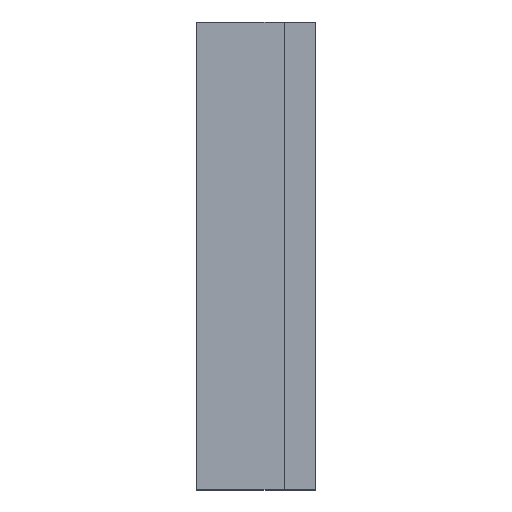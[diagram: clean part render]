
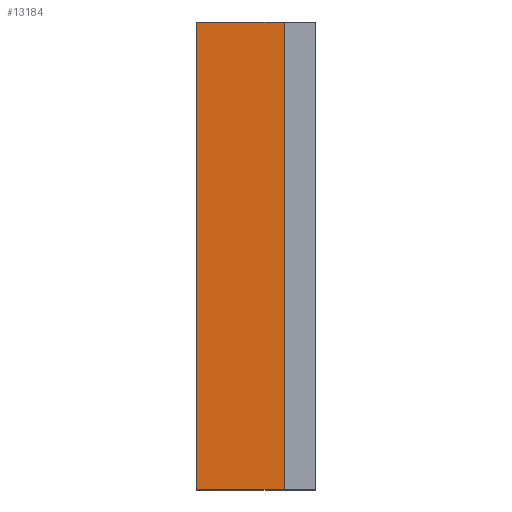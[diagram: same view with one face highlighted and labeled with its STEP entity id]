
A CAD part, left-side view. The second image highlights one B-rep face of the part: STEP entity #13184.
In plain terms, the highlighted planar face has unit normal (-1, 0, 0).
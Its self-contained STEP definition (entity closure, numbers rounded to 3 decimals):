
#130 = CARTESIAN_POINT ( 'NONE',  ( -2.25, 0.3, 2.25 ) ) ;
#5924 = EDGE_CURVE ( 'NONE', #20363, #18590, #19930, .T. ) ;
#6361 = VECTOR ( 'NONE', #12684, 1000. ) ;
#7518 = VERTEX_POINT ( 'NONE', #130 ) ;
#7578 = CARTESIAN_POINT ( 'NONE',  ( -2.25, 1.14, 2.25 ) ) ;
#7706 = VECTOR ( 'NONE', #32593, 1000. ) ;
#7859 = DIRECTION ( 'NONE',  ( 0., 0., 1. ) ) ;
#9968 = DIRECTION ( 'NONE',  ( 0., -1., 0. ) ) ;
#11433 = DIRECTION ( 'NONE',  ( 1., 0., 0. ) ) ;
#12684 = DIRECTION ( 'NONE',  ( 0., -1., 0. ) ) ;
#12794 = CARTESIAN_POINT ( 'NONE',  ( -2.25, 0.3, 2.25 ) ) ;
#13184 = ADVANCED_FACE ( 'NONE', ( #13809 ), #31749, .F. ) ;
#13809 = FACE_OUTER_BOUND ( 'NONE', #27085, .T. ) ;
#14647 = CARTESIAN_POINT ( 'NONE',  ( -2.25, 1.14, 2.25 ) ) ;
#14881 = LINE ( 'NONE', #15217, #6361 ) ;
#15047 = LINE ( 'NONE', #7578, #20622 ) ;
#15217 = CARTESIAN_POINT ( 'NONE',  ( -2.25, 1.14, -2.25 ) ) ;
#15615 = ORIENTED_EDGE ( 'NONE', *, *, #5924, .F. ) ;
#17671 = VECTOR ( 'NONE', #7859, 1000. ) ;
#18590 = VERTEX_POINT ( 'NONE', #26255 ) ;
#18899 = CARTESIAN_POINT ( 'NONE',  ( -2.25, 1.14, 2.25 ) ) ;
#19930 = LINE ( 'NONE', #14647, #7706 ) ;
#20363 = VERTEX_POINT ( 'NONE', #26013 ) ;
#20622 = VECTOR ( 'NONE', #9968, 1000. ) ;
#21764 = DIRECTION ( 'NONE',  ( 0., 0., -1. ) ) ;
#23247 = VERTEX_POINT ( 'NONE', #29835 ) ;
#23304 = ORIENTED_EDGE ( 'NONE', *, *, #33305, .T. ) ;
#25658 = LINE ( 'NONE', #12794, #17671 ) ;
#26013 = CARTESIAN_POINT ( 'NONE',  ( -2.25, 1.14, -2.25 ) ) ;
#26255 = CARTESIAN_POINT ( 'NONE',  ( -2.25, 1.14, 2.25 ) ) ;
#27085 = EDGE_LOOP ( 'NONE', ( #23304, #33462, #31586, #15615 ) ) ;
#29661 = EDGE_CURVE ( 'NONE', #23247, #7518, #25658, .T. ) ;
#29835 = CARTESIAN_POINT ( 'NONE',  ( -2.25, 0.3, -2.25 ) ) ;
#31586 = ORIENTED_EDGE ( 'NONE', *, *, #32403, .F. ) ;
#31749 = PLANE ( 'NONE',  #32133 ) ;
#32133 = AXIS2_PLACEMENT_3D ( 'NONE', #18899, #11433, #21764 ) ;
#32403 = EDGE_CURVE ( 'NONE', #18590, #7518, #15047, .T. ) ;
#32593 = DIRECTION ( 'NONE',  ( 0., 0., 1. ) ) ;
#33305 = EDGE_CURVE ( 'NONE', #20363, #23247, #14881, .T. ) ;
#33462 = ORIENTED_EDGE ( 'NONE', *, *, #29661, .T. ) ;
